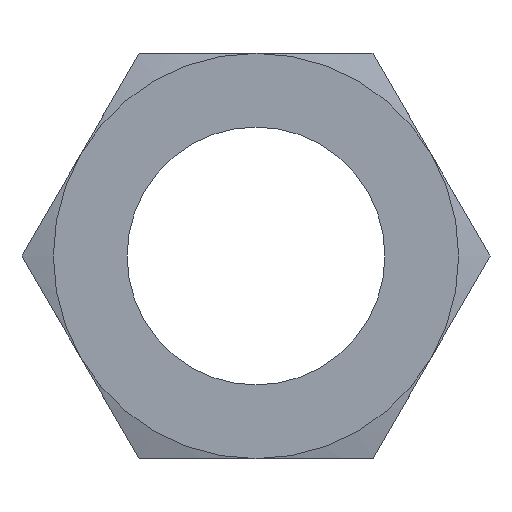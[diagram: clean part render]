
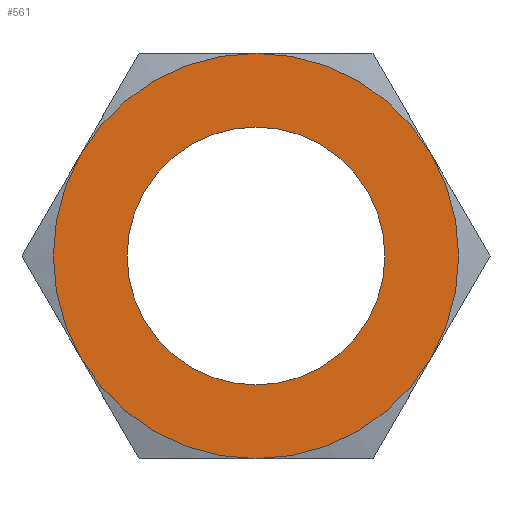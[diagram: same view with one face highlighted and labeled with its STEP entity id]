
A CAD part, front view. The second image highlights one B-rep face of the part: STEP entity #561.
In plain terms, the highlighted planar face has unit normal (0, -1, 0).
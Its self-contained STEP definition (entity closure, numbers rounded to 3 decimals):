
#7 = DIRECTION ( 'NONE',  ( 0., 0., 1. ) ) ;
#15 = VERTEX_POINT ( 'NONE', #383 ) ;
#26 = ORIENTED_EDGE ( 'NONE', *, *, #614, .T. ) ;
#29 = AXIS2_PLACEMENT_3D ( 'NONE', #607, #158, #559 ) ;
#33 = CARTESIAN_POINT ( 'NONE',  ( 0., -1., 0. ) ) ;
#37 = VERTEX_POINT ( 'NONE', #438 ) ;
#53 = DIRECTION ( 'NONE',  ( 0., 1., 0. ) ) ;
#63 = ORIENTED_EDGE ( 'NONE', *, *, #407, .T. ) ;
#65 = VERTEX_POINT ( 'NONE', #568 ) ;
#69 = DIRECTION ( 'NONE',  ( 0., 0., 1. ) ) ;
#94 = CIRCLE ( 'NONE', #533, 5.5 ) ;
#101 = EDGE_CURVE ( 'NONE', #664, #37, #367, .T. ) ;
#105 = AXIS2_PLACEMENT_3D ( 'NONE', #335, #589, #280 ) ;
#112 = CARTESIAN_POINT ( 'NONE',  ( 4.763, -1., 2.75 ) ) ;
#118 = DIRECTION ( 'NONE',  ( 0., -1., 0. ) ) ;
#122 = EDGE_CURVE ( 'NONE', #343, #259, #237, .T. ) ;
#124 = ORIENTED_EDGE ( 'NONE', *, *, #101, .T. ) ;
#125 = CARTESIAN_POINT ( 'NONE',  ( -4.763, -1., 2.75 ) ) ;
#131 = DIRECTION ( 'NONE',  ( 0., -1., 0. ) ) ;
#134 = DIRECTION ( 'NONE',  ( 0., 0., 1. ) ) ;
#151 = CARTESIAN_POINT ( 'NONE',  ( 4.763, -1., -2.75 ) ) ;
#155 = CARTESIAN_POINT ( 'NONE',  ( 0., -1., 0. ) ) ;
#158 = DIRECTION ( 'NONE',  ( 0., -1., 0. ) ) ;
#169 = EDGE_CURVE ( 'NONE', #65, #15, #356, .T. ) ;
#180 = DIRECTION ( 'NONE',  ( 0., 0., 1. ) ) ;
#204 = VERTEX_POINT ( 'NONE', #125 ) ;
#216 = EDGE_CURVE ( 'NONE', #15, #65, #574, .T. ) ;
#223 = DIRECTION ( 'NONE',  ( 0., -1., 0. ) ) ;
#237 = CIRCLE ( 'NONE', #645, 5.5 ) ;
#248 = AXIS2_PLACEMENT_3D ( 'NONE', #640, #326, #528 ) ;
#259 = VERTEX_POINT ( 'NONE', #112 ) ;
#260 = CARTESIAN_POINT ( 'NONE',  ( -4.763, -1., -2.75 ) ) ;
#266 = EDGE_LOOP ( 'NONE', ( #537, #63, #276, #124, #26, #661 ) ) ;
#276 = ORIENTED_EDGE ( 'NONE', *, *, #450, .T. ) ;
#280 = DIRECTION ( 'NONE',  ( 0., 0., 1. ) ) ;
#299 = DIRECTION ( 'NONE',  ( 0., 1., 0. ) ) ;
#326 = DIRECTION ( 'NONE',  ( 0., 1., 0. ) ) ;
#335 = CARTESIAN_POINT ( 'NONE',  ( 0., -1., 0. ) ) ;
#343 = VERTEX_POINT ( 'NONE', #638 ) ;
#347 = FACE_BOUND ( 'NONE', #629, .T. ) ;
#356 = CIRCLE ( 'NONE', #390, 3.5 ) ;
#357 = AXIS2_PLACEMENT_3D ( 'NONE', #155, #53, #453 ) ;
#360 = CARTESIAN_POINT ( 'NONE',  ( 0., -1., 0. ) ) ;
#367 = CIRCLE ( 'NONE', #29, 5.5 ) ;
#377 = DIRECTION ( 'NONE',  ( 0., 1., 0. ) ) ;
#383 = CARTESIAN_POINT ( 'NONE',  ( 0., -1., 3.5 ) ) ;
#384 = EDGE_CURVE ( 'NONE', #518, #259, #94, .T. ) ;
#390 = AXIS2_PLACEMENT_3D ( 'NONE', #476, #377, #584 ) ;
#392 = CIRCLE ( 'NONE', #105, 5.5 ) ;
#407 = EDGE_CURVE ( 'NONE', #343, #204, #392, .T. ) ;
#415 = CIRCLE ( 'NONE', #437, 5.5 ) ;
#437 = AXIS2_PLACEMENT_3D ( 'NONE', #360, #118, #69 ) ;
#438 = CARTESIAN_POINT ( 'NONE',  ( 0., -1., -5.5 ) ) ;
#450 = EDGE_CURVE ( 'NONE', #204, #664, #554, .T. ) ;
#453 = DIRECTION ( 'NONE',  ( 0., 0., 1. ) ) ;
#466 = CARTESIAN_POINT ( 'NONE',  ( 0., -1., 0. ) ) ;
#476 = CARTESIAN_POINT ( 'NONE',  ( 0., -1., 0. ) ) ;
#518 = VERTEX_POINT ( 'NONE', #151 ) ;
#521 = ORIENTED_EDGE ( 'NONE', *, *, #169, .T. ) ;
#528 = DIRECTION ( 'NONE',  ( 0., 0., 1. ) ) ;
#533 = AXIS2_PLACEMENT_3D ( 'NONE', #591, #131, #180 ) ;
#537 = ORIENTED_EDGE ( 'NONE', *, *, #122, .F. ) ;
#554 = CIRCLE ( 'NONE', #610, 5.5 ) ;
#558 = PLANE ( 'NONE',  #357 ) ;
#559 = DIRECTION ( 'NONE',  ( 0., 0., 1. ) ) ;
#561 = ADVANCED_FACE ( 'NONE', ( #347, #567 ), #558, .F. ) ;
#567 = FACE_OUTER_BOUND ( 'NONE', #266, .T. ) ;
#568 = CARTESIAN_POINT ( 'NONE',  ( 0., -1., -3.5 ) ) ;
#574 = CIRCLE ( 'NONE', #248, 3.5 ) ;
#584 = DIRECTION ( 'NONE',  ( 0., 0., 1. ) ) ;
#589 = DIRECTION ( 'NONE',  ( 0., -1., 0. ) ) ;
#591 = CARTESIAN_POINT ( 'NONE',  ( 0., -1., 0. ) ) ;
#607 = CARTESIAN_POINT ( 'NONE',  ( 0., -1., 0. ) ) ;
#610 = AXIS2_PLACEMENT_3D ( 'NONE', #33, #223, #134 ) ;
#614 = EDGE_CURVE ( 'NONE', #37, #518, #415, .T. ) ;
#629 = EDGE_LOOP ( 'NONE', ( #639, #521 ) ) ;
#638 = CARTESIAN_POINT ( 'NONE',  ( 0., -1., 5.5 ) ) ;
#639 = ORIENTED_EDGE ( 'NONE', *, *, #216, .T. ) ;
#640 = CARTESIAN_POINT ( 'NONE',  ( 0., -1., 0. ) ) ;
#645 = AXIS2_PLACEMENT_3D ( 'NONE', #466, #299, #7 ) ;
#661 = ORIENTED_EDGE ( 'NONE', *, *, #384, .T. ) ;
#664 = VERTEX_POINT ( 'NONE', #260 ) ;
